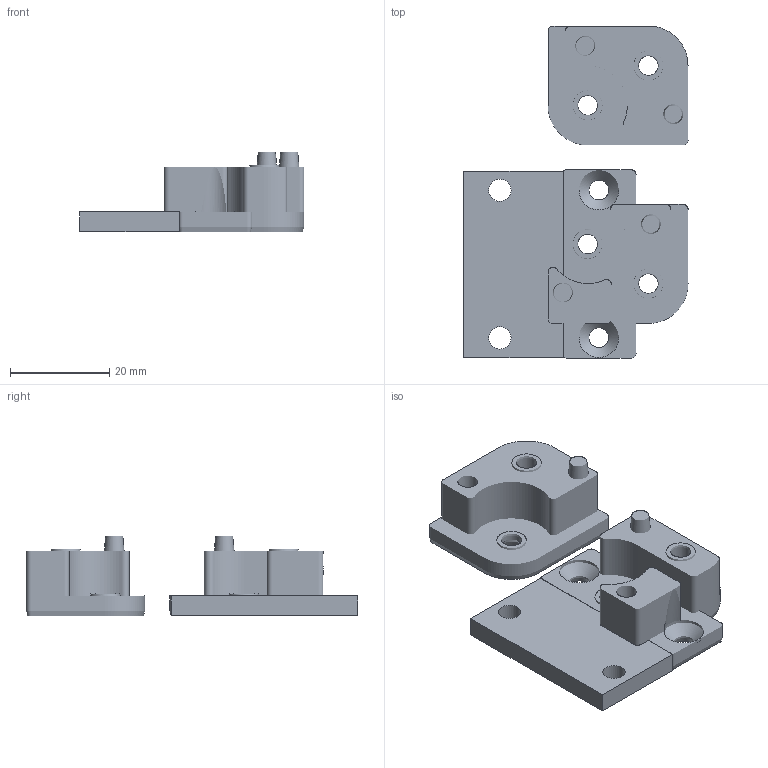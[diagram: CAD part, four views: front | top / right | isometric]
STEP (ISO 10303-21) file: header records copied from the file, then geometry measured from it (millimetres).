
FILE_DESCRIPTION(/* description */ ('STEP AP242','CAx-IF Rec.Pracs.---Representation and Presentation of Product Manufacturing Information (PMI)---4.0---2014-10-13','CAx-IF Rec.Pracs.---3D Tessellated Geometry---0.4---2014-09-14','2;1'),/* implementation_level */ '2;1');
FILE_NAME(/* name */ 'X_Pulley_Mount_L',/* time_stamp */ '2025-07-20T19:36:36Z',/* author */ (''),/* organization */ (''),/* preprocessor_version */ 'ST-DEVELOPER v20',/* originating_system */ 'ONSHAPE BY PTC INC, 1.201',/* authorisation */ ' ');
FILE_SCHEMA (('AP242_MANAGED_MODEL_BASED_3D_ENGINEERING_MIM_LF { 1 0 10303 442 1 1 4 }'));
Length unit declared in the file: metre
Products named in the file (2): Part 1; Part 2
Bounding box: 45.23 x 67 x 16 mm (x, y, z)
Surface area: 7821.2 mm2 (no closed solid volume)
Topology: 0 solids, 3 shells, 11 faces, 28 edges, 20 vertices
Faces by surface type: plane 7, other 2, cylinder 2
Full cylindrical faces by diameter (mm): 4.5 x2
Entity records: 464 total; most frequent: CARTESIAN_POINT 136, ORIENTED_EDGE 44, DIRECTION 44, EDGE_CURVE 26, VERTEX_POINT 20, EDGE_LOOP 15, FACE_BOUND 15, AXIS2_PLACEMENT_3D 15
